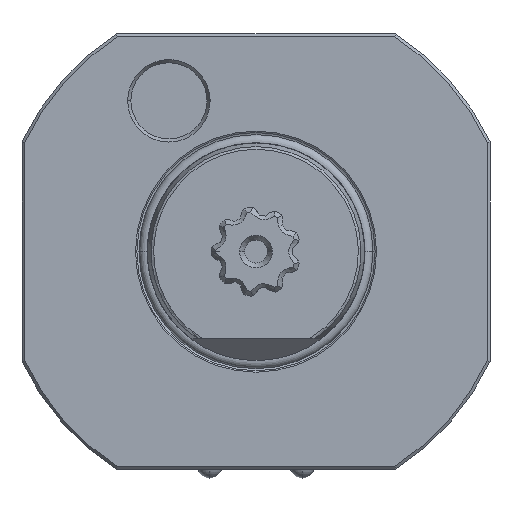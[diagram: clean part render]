
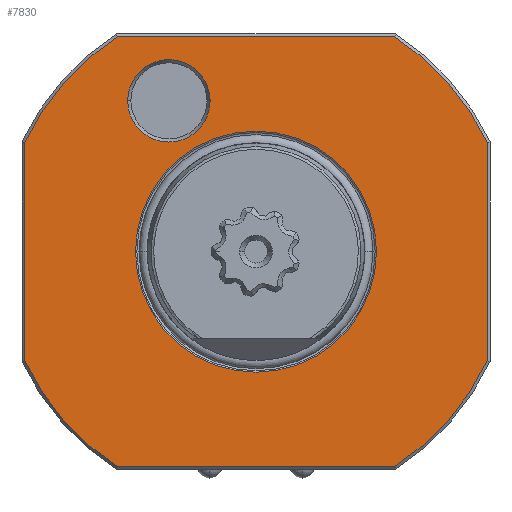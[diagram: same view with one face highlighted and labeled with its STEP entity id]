
A CAD part, left-side view. The second image highlights one B-rep face of the part: STEP entity #7830.
In plain terms, the highlighted planar face has unit normal (-1, 0, 0).
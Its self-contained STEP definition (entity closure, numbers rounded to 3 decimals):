
#230=CARTESIAN_POINT('',(-76.,0.,0.));
#231=DIRECTION('',(1.,0.,0.));
#232=DIRECTION('',(0.,-0.904,-0.427));
#233=AXIS2_PLACEMENT_3D('',#230,#231,#232);
#235=DIRECTION('',(0.,-1.,0.));
#236=VECTOR('',#235,50.942);
#237=CARTESIAN_POINT('',(-76.,25.471,-39.5));
#238=LINE('',#237,#236);
#239=CARTESIAN_POINT('',(-76.,0.,0.));
#240=DIRECTION('',(1.,0.,0.));
#241=DIRECTION('',(0.,0.542,-0.84));
#242=AXIS2_PLACEMENT_3D('',#239,#240,#241);
#244=DIRECTION('',(0.,0.,-1.));
#245=VECTOR('',#244,40.138);
#246=CARTESIAN_POINT('',(-76.,42.5,20.069));
#247=LINE('',#246,#245);
#248=CARTESIAN_POINT('',(-76.,0.,0.));
#249=DIRECTION('',(1.,0.,0.));
#250=DIRECTION('',(0.,0.904,0.427));
#251=AXIS2_PLACEMENT_3D('',#248,#249,#250);
#253=DIRECTION('',(0.,1.,0.));
#254=VECTOR('',#253,50.942);
#255=CARTESIAN_POINT('',(-76.,-25.471,39.5));
#256=LINE('',#255,#254);
#257=CARTESIAN_POINT('',(-76.,0.,0.));
#258=DIRECTION('',(1.,0.,0.));
#259=DIRECTION('',(0.,-0.542,0.84));
#260=AXIS2_PLACEMENT_3D('',#257,#258,#259);
#262=DIRECTION('',(0.,0.,1.));
#263=VECTOR('',#262,40.138);
#264=CARTESIAN_POINT('',(-76.,-42.5,
-20.069));
#265=LINE('',#264,#263);
#266=CARTESIAN_POINT('',(-76.,0.,0.));
#267=DIRECTION('',(1.,0.,0.));
#268=DIRECTION('',(0.,-1.,0.));
#269=AXIS2_PLACEMENT_3D('',#266,#267,#268);
#271=CARTESIAN_POINT('',(-76.,0.,0.));
#272=DIRECTION('',(1.,0.,0.));
#273=DIRECTION('',(0.,1.,0.));
#274=AXIS2_PLACEMENT_3D('',#271,#272,#273);
#276=CARTESIAN_POINT('',(-76.,16.,27.713));
#277=DIRECTION('',(1.,0.,0.));
#278=DIRECTION('',(0.,-1.,0.));
#279=AXIS2_PLACEMENT_3D('',#276,#277,#278);
#281=CARTESIAN_POINT('',(-76.,16.,27.713));
#282=DIRECTION('',(1.,0.,0.));
#283=DIRECTION('',(0.,1.,0.));
#284=AXIS2_PLACEMENT_3D('',#281,#282,#283);
#6957=CARTESIAN_POINT('',(-76.,-22.15,0.));
#6958=CARTESIAN_POINT('',(-76.,22.15,0.));
#6959=VERTEX_POINT('',#6957);
#6960=VERTEX_POINT('',#6958);
#6961=CARTESIAN_POINT('',(-76.,8.423,27.713));
#6962=CARTESIAN_POINT('',(-76.,23.577,27.713));
#6963=VERTEX_POINT('',#6961);
#6964=VERTEX_POINT('',#6962);
#6965=CARTESIAN_POINT('',(-76.,-42.5,-20.07));
#6966=CARTESIAN_POINT('',(-76.,-25.471,-39.5));
#6967=VERTEX_POINT('',#6965);
#6968=VERTEX_POINT('',#6966);
#6973=CARTESIAN_POINT('',(-76.,-25.471,39.5));
#6974=CARTESIAN_POINT('',(-76.,-42.5,20.07));
#6975=VERTEX_POINT('',#6973);
#6976=VERTEX_POINT('',#6974);
#6997=CARTESIAN_POINT('',(-76.,42.5,20.07));
#6998=CARTESIAN_POINT('',(-76.,25.471,39.5));
#6999=VERTEX_POINT('',#6997);
#7000=VERTEX_POINT('',#6998);
#7005=CARTESIAN_POINT('',(-76.,25.471,-39.5));
#7006=CARTESIAN_POINT('',(-76.,42.5,-20.07));
#7007=VERTEX_POINT('',#7005);
#7008=VERTEX_POINT('',#7006);
#7796=CARTESIAN_POINT('',(-76.,0.,0.));
#7797=DIRECTION('',(-1.,0.,0.));
#7798=DIRECTION('',(0.,1.,0.));
#7799=AXIS2_PLACEMENT_3D('',#7796,#7797,#7798);
#7800=PLANE('',#7799);
#7802=ORIENTED_EDGE('',*,*,#7801,.T.);
#7804=ORIENTED_EDGE('',*,*,#7803,.F.);
#7806=ORIENTED_EDGE('',*,*,#7805,.T.);
#7808=ORIENTED_EDGE('',*,*,#7807,.F.);
#7810=ORIENTED_EDGE('',*,*,#7809,.T.);
#7812=ORIENTED_EDGE('',*,*,#7811,.F.);
#7813=ORIENTED_EDGE('',*,*,#7786,.T.);
#7815=ORIENTED_EDGE('',*,*,#7814,.F.);
#7816=EDGE_LOOP('',(#7802,#7804,#7806,#7808,#7810,#7812,#7813,#7815));
#7817=FACE_OUTER_BOUND('',#7816,.F.);
#7819=ORIENTED_EDGE('',*,*,#7818,.F.);
#7821=ORIENTED_EDGE('',*,*,#7820,.F.);
#7822=EDGE_LOOP('',(#7819,#7821));
#7823=FACE_BOUND('',#7822,.F.);
#7825=ORIENTED_EDGE('',*,*,#7824,.F.);
#7827=ORIENTED_EDGE('',*,*,#7826,.F.);
#7828=EDGE_LOOP('',(#7825,#7827));
#7829=FACE_BOUND('',#7828,.F.);
#234=CIRCLE('',#233,47.001);
#243=CIRCLE('',#242,47.001);
#252=CIRCLE('',#251,47.001);
#261=CIRCLE('',#260,47.001);
#270=CIRCLE('',#269,22.15);
#275=CIRCLE('',#274,22.15);
#280=CIRCLE('',#279,7.577);
#285=CIRCLE('',#284,7.577);
#7786=EDGE_CURVE('',#6975,#6976,#261,.T.);
#7801=EDGE_CURVE('',#6967,#6968,#234,.T.);
#7803=EDGE_CURVE('',#7007,#6968,#238,.T.);
#7805=EDGE_CURVE('',#7007,#7008,#243,.T.);
#7807=EDGE_CURVE('',#6999,#7008,#247,.T.);
#7809=EDGE_CURVE('',#6999,#7000,#252,.T.);
#7811=EDGE_CURVE('',#6975,#7000,#256,.T.);
#7814=EDGE_CURVE('',#6967,#6976,#265,.T.);
#7818=EDGE_CURVE('',#6959,#6960,#270,.T.);
#7820=EDGE_CURVE('',#6960,#6959,#275,.T.);
#7824=EDGE_CURVE('',#6963,#6964,#280,.T.);
#7826=EDGE_CURVE('',#6964,#6963,#285,.T.);
#7830=ADVANCED_FACE('',(#7817,#7823,#7829),#7800,.T.);
